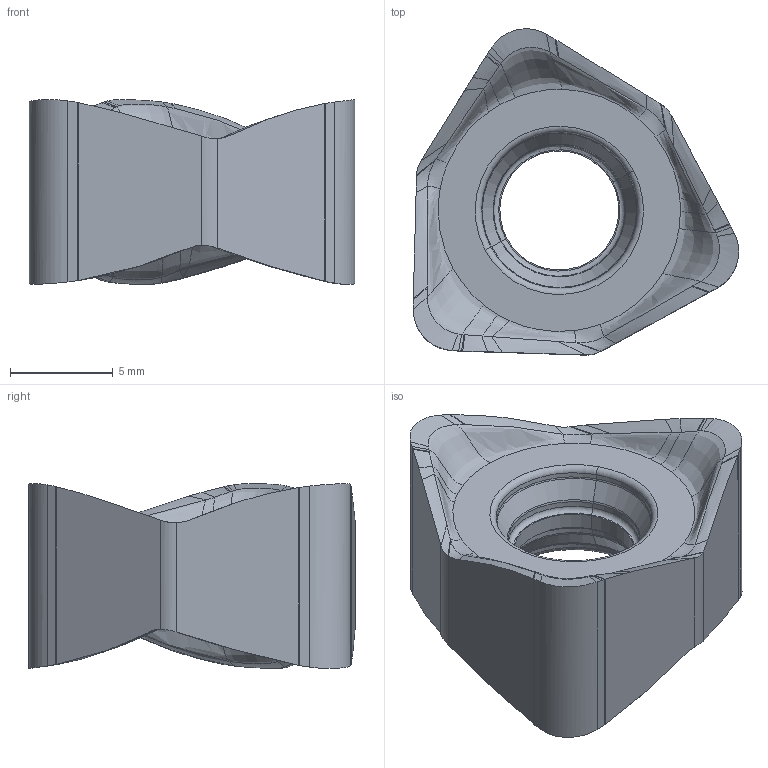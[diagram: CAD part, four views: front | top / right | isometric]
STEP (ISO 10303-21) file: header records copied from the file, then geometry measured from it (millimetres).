
FILE_DESCRIPTION(/* description */ (''),/* implementation_level */ '2;1');
FILE_NAME(/* name */ '6NMU1409200PNER-R.stp',/* time_stamp */ '2022-07-29T09:24:05+09:00',/* author */ (''),/* organization */ (''),/* preprocessor_version */ 'ST-DEVELOPER v16',/* originating_system */ 'SIEMENS PLM Software NX 10.0',/* authorisation */ '');
FILE_SCHEMA (('AUTOMOTIVE_DESIGN { 1 0 10303 214 3 1 1 1 }'));
Length unit declared in the file: inch
Products named in the file (1): 6NMU1409200PNER-R
Bounding box: 15.85 x 15.89 x 9 mm (x, y, z)
Volume: 859.9 mm3; surface area: 810.7 mm2
Topology: 1 solids, 1 shells, 163 faces, 428 edges, 310 vertices
Faces by surface type: bspline 96, plane 16, torus 16, cylinder 14, cone 12, extrusion 9
Entity records: 17315 total; most frequent: CARTESIAN_POINT 14073, ORIENTED_EDGE 778, EDGE_CURVE 389, DIRECTION 327, B_SPLINE_CURVE_WITH_KNOTS 300, VERTEX_POINT 230, EDGE_LOOP 167, ADVANCED_FACE 163
